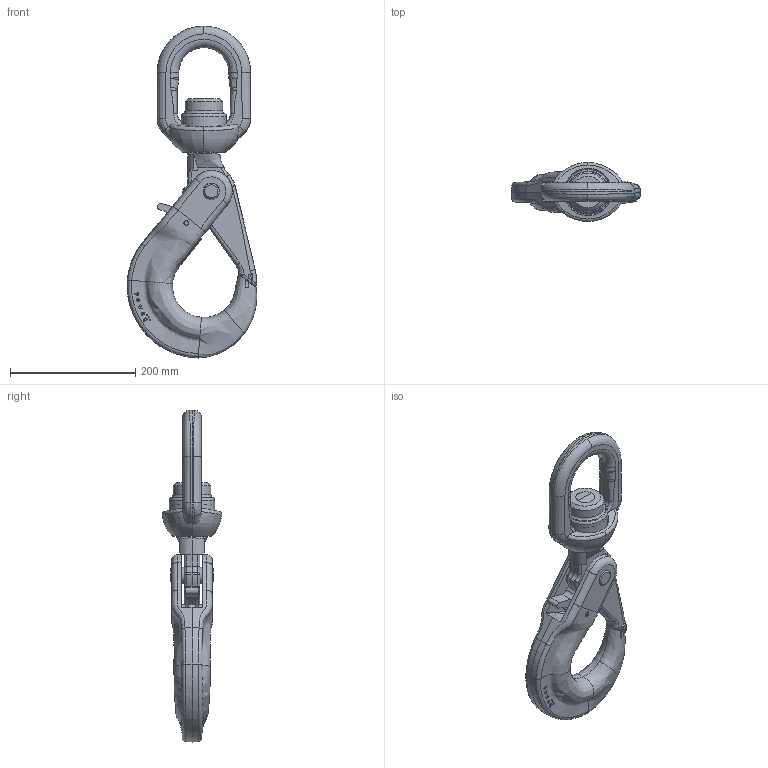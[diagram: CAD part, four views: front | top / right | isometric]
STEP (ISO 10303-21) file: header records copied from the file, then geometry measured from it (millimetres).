
FILE_DESCRIPTION(/* description */ (''),/* implementation_level */ '2;1');
FILE_NAME(/* name */ 'WLHBW 22_traceparts.stp',/* time_stamp */ '2024-04-29T11:17:35+02:00',/* author */ (''),/* organization */ (''),/* preprocessor_version */ 'ST-DEVELOPER v16',/* originating_system */ 'SIEMENS PLM Software NX 11.0',/* authorisation */ '');
FILE_SCHEMA (('AUTOMOTIVE_DESIGN { 1 0 10303 214 3 1 1 1 }'));
Products named in the file (1): RSD52541508p09a
Bounding box: 206.4 x 94.67 x 529.26 mm (x, y, z)
Volume: 2039711.4 mm3; surface area: 257481.3 mm2
Topology: 7 solids, 7 shells, 450 faces, 1126 edges, 708 vertices
Faces by surface type: plane 153, bspline 131, extrusion 60, cone 57, cylinder 31, torus 18
Full cylindrical faces by diameter (mm): 8 x3, 9 x2, 25 x4, 30 x2, 32 x1, 34 x1, 38 x1, 60 x1, 70 x1, 72 x1, 76 x1
Entity records: 41125 total; most frequent: CARTESIAN_POINT 32326, ORIENTED_EDGE 2138, DIRECTION 1112, EDGE_CURVE 1069, VERTEX_POINT 695, B_SPLINE_CURVE_WITH_KNOTS 672, EDGE_LOOP 532, ADVANCED_FACE 450
